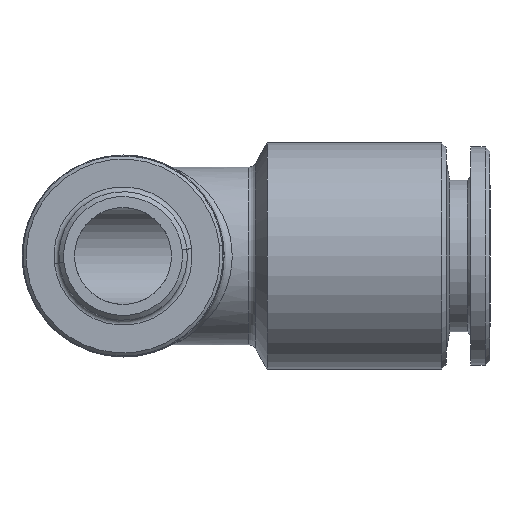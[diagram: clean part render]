
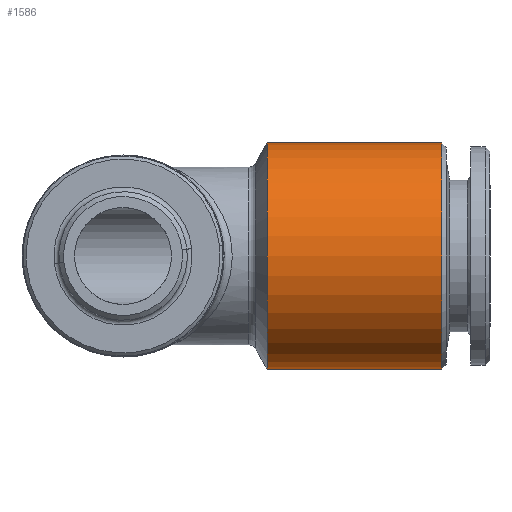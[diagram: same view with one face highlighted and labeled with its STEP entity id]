
A CAD part, front view. The second image highlights one B-rep face of the part: STEP entity #1586.
In plain terms, the highlighted cylindrical face has radius 7 mm (diameter 14 mm), a partial arc.
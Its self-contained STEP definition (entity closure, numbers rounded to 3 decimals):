
#228 = CIRCLE ( 'NONE', #251, 7. ) ;
#248 = DIRECTION ( 'NONE',  ( 0., 0., -1. ) ) ;
#249 = DIRECTION ( 'NONE',  ( 1., 0., 0. ) ) ;
#250 = CARTESIAN_POINT ( 'NONE',  ( 8.923, 0., 0. ) ) ;
#251 = AXIS2_PLACEMENT_3D ( 'NONE', #250, #249, #248 ) ;
#305 = CARTESIAN_POINT ( 'NONE',  ( 8.923, 0., 7. ) ) ;
#306 = CARTESIAN_POINT ( 'NONE',  ( 19.7, 0., 0. ) ) ;
#319 = DIRECTION ( 'NONE',  ( -1., 0., 0. ) ) ;
#327 = CIRCLE ( 'NONE', #338, 7. ) ;
#334 = AXIS2_PLACEMENT_3D ( 'NONE', #350, #341, #340 ) ;
#335 = CYLINDRICAL_SURFACE ( 'NONE', #334, 7. ) ;
#338 = AXIS2_PLACEMENT_3D ( 'NONE', #306, #319, #344 ) ;
#340 = DIRECTION ( 'NONE',  ( 0., 0., 1. ) ) ;
#341 = DIRECTION ( 'NONE',  ( -1., 0., 0. ) ) ;
#344 = DIRECTION ( 'NONE',  ( 0., 0., 1. ) ) ;
#345 = FACE_OUTER_BOUND ( 'NONE', #1580, .T. ) ;
#350 = CARTESIAN_POINT ( 'NONE',  ( 0., 0., 0. ) ) ;
#449 = CARTESIAN_POINT ( 'NONE',  ( 8.923, 0., -7. ) ) ;
#1124 = EDGE_CURVE ( 'NONE', #1167, #1602, #1369, .T. ) ;
#1167 = VERTEX_POINT ( 'NONE', #1712 ) ;
#1168 = EDGE_CURVE ( 'NONE', #1170, #1684, #1697, .T. ) ;
#1170 = VERTEX_POINT ( 'NONE', #1706 ) ;
#1353 = DIRECTION ( 'NONE',  ( -1., 0., 0. ) ) ;
#1367 = VECTOR ( 'NONE', #1353, 1000. ) ;
#1368 = CARTESIAN_POINT ( 'NONE',  ( 0., 0., 7. ) ) ;
#1369 = LINE ( 'NONE', #1368, #1367 ) ;
#1535 = ORIENTED_EDGE ( 'NONE', *, *, #1565, .T. ) ;
#1552 = ORIENTED_EDGE ( 'NONE', *, *, #1572, .T. ) ;
#1560 = ORIENTED_EDGE ( 'NONE', *, *, #1124, .T. ) ;
#1565 = EDGE_CURVE ( 'NONE', #1602, #1684, #228, .T. ) ;
#1568 = ORIENTED_EDGE ( 'NONE', *, *, #1168, .F. ) ;
#1572 = EDGE_CURVE ( 'NONE', #1170, #1167, #327, .T. ) ;
#1580 = EDGE_LOOP ( 'NONE', ( #1568, #1552, #1560, #1535 ) ) ;
#1586 = ADVANCED_FACE ( 'NONE', ( #345 ), #335, .T. ) ;
#1602 = VERTEX_POINT ( 'NONE', #305 ) ;
#1684 = VERTEX_POINT ( 'NONE', #449 ) ;
#1695 = CARTESIAN_POINT ( 'NONE',  ( 0., 0., -7. ) ) ;
#1697 = LINE ( 'NONE', #1695, #1703 ) ;
#1703 = VECTOR ( 'NONE', #1709, 1000. ) ;
#1706 = CARTESIAN_POINT ( 'NONE',  ( 19.7, 0., -7. ) ) ;
#1709 = DIRECTION ( 'NONE',  ( -1., 0., 0. ) ) ;
#1712 = CARTESIAN_POINT ( 'NONE',  ( 19.7, 0., 7. ) ) ;
